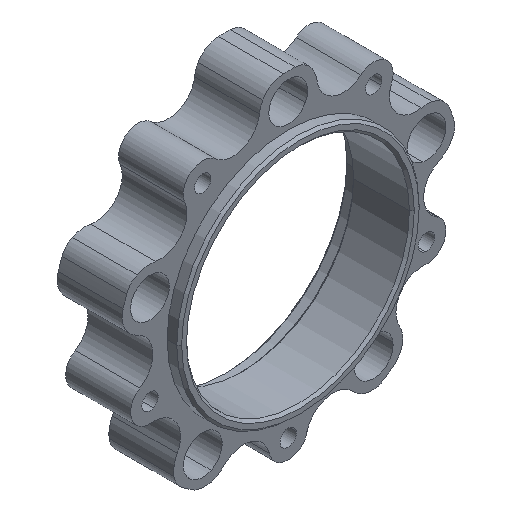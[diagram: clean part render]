
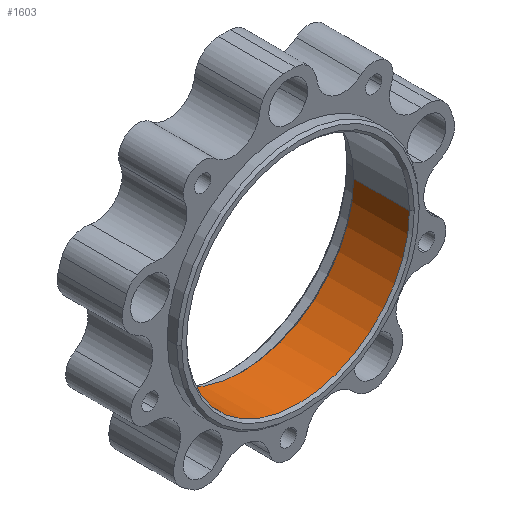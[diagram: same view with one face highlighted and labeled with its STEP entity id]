
A CAD part, isometric view. The second image highlights one B-rep face of the part: STEP entity #1603.
In plain terms, the highlighted cylindrical face has radius 46 mm (diameter 92 mm), a partial arc.
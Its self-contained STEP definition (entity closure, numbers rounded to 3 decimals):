
#1482=CARTESIAN_POINT('Vertex',(46.,19.,0.)) ;
#1489=CARTESIAN_POINT('Vertex',(-46.,19.,0.)) ;
#1516=CARTESIAN_POINT('Axis2P3D Location',(0.,19.,0.)) ;
#1561=CARTESIAN_POINT('Axis2P3D Location',(0.,7.5,0.)) ;
#1570=CARTESIAN_POINT('Vertex',(46.,-4.,0.)) ;
#1572=CARTESIAN_POINT('Vertex',(-46.,-4.,0.)) ;
#1575=CARTESIAN_POINT('Line Origine',(-46.,7.5,0.)) ;
#1580=CARTESIAN_POINT('Line Origine',(46.,7.5,0.)) ;
#1592=CARTESIAN_POINT('Axis2P3D Location',(0.,-4.,0.)) ;
#1517=DIRECTION('Axis2P3D Direction',(-0.,-1.,0.)) ;
#1562=DIRECTION('Axis2P3D Direction',(0.,-1.,0.)) ;
#1563=DIRECTION('Axis2P3D XDirection',(-1.,0.,0.)) ;
#1576=DIRECTION('Vector Direction',(0.,-1.,0.)) ;
#1581=DIRECTION('Vector Direction',(0.,-1.,0.)) ;
#1593=DIRECTION('Axis2P3D Direction',(0.,-1.,0.)) ;
#1518=AXIS2_PLACEMENT_3D('Circle Axis2P3D',#1516,#1517,$) ;
#1564=AXIS2_PLACEMENT_3D('Cylinder Axis2P3D',#1561,#1562,#1563) ;
#1594=AXIS2_PLACEMENT_3D('Circle Axis2P3D',#1592,#1593,$) ;
#1598=ORIENTED_EDGE('',*,*,#1596,.T.) ;
#1599=ORIENTED_EDGE('',*,*,#1584,.F.) ;
#1600=ORIENTED_EDGE('',*,*,#1520,.F.) ;
#1601=ORIENTED_EDGE('',*,*,#1579,.T.) ;
#1577=VECTOR('Line Direction',#1576,1.) ;
#1582=VECTOR('Line Direction',#1581,1.) ;
#1603=ADVANCED_FACE('Corps principal',(#1602),#1565,.F.) ;
#1519=CIRCLE('generated circle',#1518,46.) ;
#1595=CIRCLE('generated circle',#1594,46.) ;
#1565=CYLINDRICAL_SURFACE('generated cylinder',#1564,46.) ;
#1520=EDGE_CURVE('',#1490,#1483,#1519,.T.) ;
#1579=EDGE_CURVE('',#1490,#1573,#1578,.T.) ;
#1584=EDGE_CURVE('',#1483,#1571,#1583,.T.) ;
#1596=EDGE_CURVE('',#1573,#1571,#1595,.T.) ;
#1597=EDGE_LOOP('',(#1598,#1599,#1600,#1601)) ;
#1602=FACE_OUTER_BOUND('',#1597,.T.) ;
#1578=LINE('Line',#1575,#1577) ;
#1583=LINE('Line',#1580,#1582) ;
#1483=VERTEX_POINT('',#1482) ;
#1490=VERTEX_POINT('',#1489) ;
#1571=VERTEX_POINT('',#1570) ;
#1573=VERTEX_POINT('',#1572) ;
